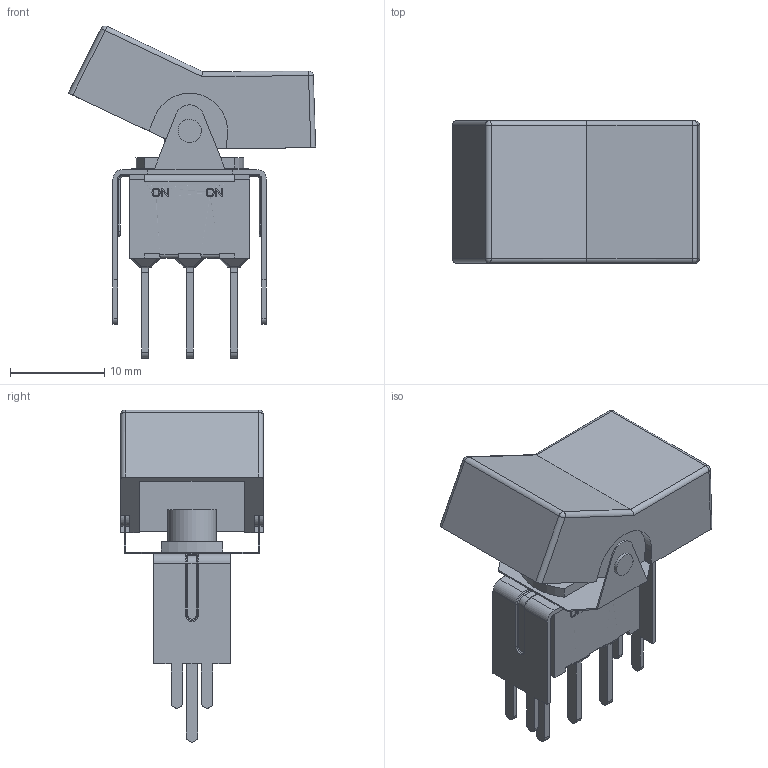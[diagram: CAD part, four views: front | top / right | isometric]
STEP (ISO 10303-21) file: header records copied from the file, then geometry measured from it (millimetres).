
FILE_DESCRIPTION((' '),'2;1');
FILE_NAME('300SPxJ3xxxVS2xE.stp','2017-07-26T15:09:14',(' '),(' '),' ','ACIS',' ');
FILE_SCHEMA(('CONFIG_CONTROL_DESIGN'));
Length unit declared in the file: inch
Products named in the file (1): 300SPxJ3xxxVS2xE.stp
Bounding box: 26.16 x 15.11 x 35.14 mm (x, y, z)
Volume: 2311.7 mm3; surface area: 3531.9 mm2
Topology: 1 solids, 5 shells, 437 faces, 1074 edges, 658 vertices
Faces by surface type: plane 252, cylinder 117, torus 36, sphere 16, bspline 16
Full cylindrical faces by diameter (mm): 2.45 x4, 3.2 x1, 5.2 x1
Entity records: 12905 total; most frequent: CARTESIAN_POINT 2474, DIRECTION 2158, ORIENTED_EDGE 2124, EDGE_CURVE 1062, VECTOR 746, LINE 746, AXIS2_PLACEMENT_3D 706, VERTEX_POINT 654
